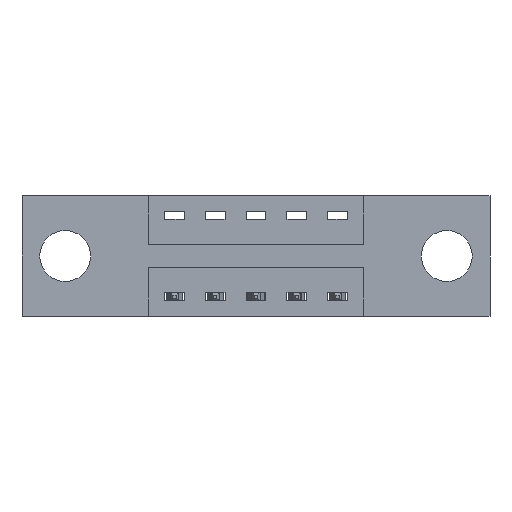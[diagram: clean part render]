
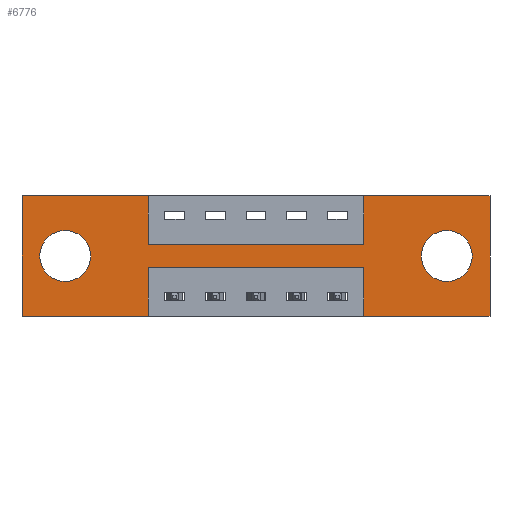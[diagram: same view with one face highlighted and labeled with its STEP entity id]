
A CAD part, front view. The second image highlights one B-rep face of the part: STEP entity #6776.
In plain terms, the highlighted planar face has unit normal (0, -1, 0).
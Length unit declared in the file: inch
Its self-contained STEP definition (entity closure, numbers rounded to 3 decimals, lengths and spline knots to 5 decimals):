
#121 = CARTESIAN_POINT ( 'NONE',  ( 0.3875, 0., -0.22 ) ) ;
#149 = ORIENTED_EDGE ( 'NONE', *, *, #6792, .T. ) ;
#159 = EDGE_CURVE ( 'NONE', #3040, #338, #6867, .T. ) ;
#173 = PLANE ( 'NONE',  #1776 ) ;
#249 = VERTEX_POINT ( 'NONE', #5528 ) ;
#338 = VERTEX_POINT ( 'NONE', #7191 ) ;
#359 = LINE ( 'NONE', #1808, #3947 ) ;
#733 = VERTEX_POINT ( 'NONE', #5100 ) ;
#752 = EDGE_CURVE ( 'NONE', #8043, #6730, #1112, .T. ) ;
#755 = VERTEX_POINT ( 'NONE', #4207 ) ;
#831 = VERTEX_POINT ( 'NONE', #6632 ) ;
#891 = ORIENTED_EDGE ( 'NONE', *, *, #1755, .F. ) ;
#899 = DIRECTION ( 'NONE',  ( 1., 0., 0. ) ) ;
#962 = LINE ( 'NONE', #121, #4119 ) ;
#1112 = LINE ( 'NONE', #7667, #2996 ) ;
#1152 = CARTESIAN_POINT ( 'NONE',  ( 0.3875, 0., 0. ) ) ;
#1189 = ORIENTED_EDGE ( 'NONE', *, *, #5878, .F. ) ;
#1294 = VECTOR ( 'NONE', #5134, 39.37008 ) ;
#1351 = FACE_OUTER_BOUND ( 'NONE', #2938, .T. ) ;
#1370 = VERTEX_POINT ( 'NONE', #7472 ) ;
#1392 = ORIENTED_EDGE ( 'NONE', *, *, #2535, .F. ) ;
#1404 = VECTOR ( 'NONE', #3141, 39.37008 ) ;
#1432 = CARTESIAN_POINT ( 'NONE',  ( 1.0475, 0., 0. ) ) ;
#1496 = LINE ( 'NONE', #5107, #1294 ) ;
#1554 = EDGE_CURVE ( 'NONE', #5297, #2097, #4729, .T. ) ;
#1692 = VECTOR ( 'NONE', #7777, 39.37008 ) ;
#1705 = EDGE_CURVE ( 'NONE', #5649, #6436, #3352, .T. ) ;
#1755 = EDGE_CURVE ( 'NONE', #338, #4002, #3161, .T. ) ;
#1773 = EDGE_CURVE ( 'NONE', #6730, #733, #1496, .T. ) ;
#1776 = AXIS2_PLACEMENT_3D ( 'NONE', #5246, #6458, #2757 ) ;
#1808 = CARTESIAN_POINT ( 'NONE',  ( 0., 0., -0.37 ) ) ;
#1813 = DIRECTION ( 'NONE',  ( -1., 0., 0. ) ) ;
#1838 = DIRECTION ( 'NONE',  ( 0., 1., 0. ) ) ;
#1848 = VECTOR ( 'NONE', #2242, 39.37008 ) ;
#1852 = DIRECTION ( 'NONE',  ( -1., 0., 0. ) ) ;
#1900 = VECTOR ( 'NONE', #5041, 39.37008 ) ;
#2083 = CARTESIAN_POINT ( 'NONE',  ( 1.435, 0., 0. ) ) ;
#2084 = EDGE_CURVE ( 'NONE', #2097, #1370, #359, .T. ) ;
#2097 = VERTEX_POINT ( 'NONE', #3371 ) ;
#2140 = CIRCLE ( 'NONE', #6337, 0.078 ) ;
#2242 = DIRECTION ( 'NONE',  ( 0., 0., 1. ) ) ;
#2330 = VECTOR ( 'NONE', #899, 39.37008 ) ;
#2382 = DIRECTION ( 'NONE',  ( 0., 1., 0. ) ) ;
#2384 = CARTESIAN_POINT ( 'NONE',  ( 0., 0., -0.37 ) ) ;
#2535 = EDGE_CURVE ( 'NONE', #733, #5649, #6957, .T. ) ;
#2598 = AXIS2_PLACEMENT_3D ( 'NONE', #6108, #2382, #6700 ) ;
#2628 = CIRCLE ( 'NONE', #5692, 0.078 ) ;
#2672 = ORIENTED_EDGE ( 'NONE', *, *, #1554, .F. ) ;
#2757 = DIRECTION ( 'NONE',  ( 0., 0., -1. ) ) ;
#2823 = FACE_BOUND ( 'NONE', #5841, .T. ) ;
#2865 = CARTESIAN_POINT ( 'NONE',  ( 0., 0., 0. ) ) ;
#2938 = EDGE_LOOP ( 'NONE', ( #2672, #1189, #6171, #1392, #4912, #3647, #7109, #891, #6082, #2970, #4631, #7900 ) ) ;
#2970 = ORIENTED_EDGE ( 'NONE', *, *, #7554, .F. ) ;
#2996 = VECTOR ( 'NONE', #7697, 39.37008 ) ;
#3040 = VERTEX_POINT ( 'NONE', #7739 ) ;
#3050 = CARTESIAN_POINT ( 'NONE',  ( 0.3875, 0., -0.37 ) ) ;
#3141 = DIRECTION ( 'NONE',  ( 0., 0., -1. ) ) ;
#3161 = LINE ( 'NONE', #6496, #1692 ) ;
#3352 = LINE ( 'NONE', #5064, #1900 ) ;
#3371 = CARTESIAN_POINT ( 'NONE',  ( 0.3875, 0., -0.37 ) ) ;
#3411 = CARTESIAN_POINT ( 'NONE',  ( 1.3025, 0., -0.185 ) ) ;
#3507 = LINE ( 'NONE', #2865, #1848 ) ;
#3541 = EDGE_LOOP ( 'NONE', ( #149, #3749 ) ) ;
#3618 = CARTESIAN_POINT ( 'NONE',  ( 0.1325, 0., -0.185 ) ) ;
#3647 = ORIENTED_EDGE ( 'NONE', *, *, #752, .F. ) ;
#3649 = AXIS2_PLACEMENT_3D ( 'NONE', #3618, #7934, #4259 ) ;
#3690 = VECTOR ( 'NONE', #1813, 39.37008 ) ;
#3749 = ORIENTED_EDGE ( 'NONE', *, *, #7142, .T. ) ;
#3945 = DIRECTION ( 'NONE',  ( -1., 0., 0. ) ) ;
#3946 = ORIENTED_EDGE ( 'NONE', *, *, #4498, .T. ) ;
#3947 = VECTOR ( 'NONE', #1852, 39.37008 ) ;
#3992 = LINE ( 'NONE', #6477, #2330 ) ;
#4002 = VERTEX_POINT ( 'NONE', #7326 ) ;
#4056 = DIRECTION ( 'NONE',  ( 0., 0., -1. ) ) ;
#4085 = CARTESIAN_POINT ( 'NONE',  ( 1.0475, 0., 0. ) ) ;
#4119 = VECTOR ( 'NONE', #3945, 39.37008 ) ;
#4207 = CARTESIAN_POINT ( 'NONE',  ( 0., 0., 0. ) ) ;
#4259 = DIRECTION ( 'NONE',  ( 0., 0., 1. ) ) ;
#4498 = EDGE_CURVE ( 'NONE', #831, #6950, #4567, .T. ) ;
#4567 = CIRCLE ( 'NONE', #2598, 0.078 ) ;
#4631 = ORIENTED_EDGE ( 'NONE', *, *, #6881, .F. ) ;
#4729 = LINE ( 'NONE', #3050, #1404 ) ;
#4912 = ORIENTED_EDGE ( 'NONE', *, *, #1773, .F. ) ;
#4970 = CARTESIAN_POINT ( 'NONE',  ( 1.0475, 0., -0.22 ) ) ;
#5041 = DIRECTION ( 'NONE',  ( 0., 0., 1. ) ) ;
#5064 = CARTESIAN_POINT ( 'NONE',  ( 1.0475, 0., -0.37 ) ) ;
#5100 = CARTESIAN_POINT ( 'NONE',  ( 1.435, 0., -0.37 ) ) ;
#5107 = CARTESIAN_POINT ( 'NONE',  ( 1.435, 0., 0. ) ) ;
#5134 = DIRECTION ( 'NONE',  ( 0., 0., -1. ) ) ;
#5178 = CARTESIAN_POINT ( 'NONE',  ( 1.3025, 0., -0.107 ) ) ;
#5246 = CARTESIAN_POINT ( 'NONE',  ( 0., 0., -0.37 ) ) ;
#5248 = VECTOR ( 'NONE', #7656, 39.37008 ) ;
#5297 = VERTEX_POINT ( 'NONE', #6899 ) ;
#5322 = DIRECTION ( 'NONE',  ( 0., 0., 1. ) ) ;
#5418 = CARTESIAN_POINT ( 'NONE',  ( 0.1325, 0., -0.263 ) ) ;
#5528 = CARTESIAN_POINT ( 'NONE',  ( 1.3025, 0., -0.263 ) ) ;
#5553 = CARTESIAN_POINT ( 'NONE',  ( 1.3025, 0., -0.185 ) ) ;
#5555 = EDGE_CURVE ( 'NONE', #6950, #831, #6241, .T. ) ;
#5568 = CARTESIAN_POINT ( 'NONE',  ( 1.0475, 0., -0.37 ) ) ;
#5649 = VERTEX_POINT ( 'NONE', #5568 ) ;
#5692 = AXIS2_PLACEMENT_3D ( 'NONE', #3411, #7732, #4056 ) ;
#5793 = ORIENTED_EDGE ( 'NONE', *, *, #5555, .T. ) ;
#5841 = EDGE_LOOP ( 'NONE', ( #3946, #5793 ) ) ;
#5878 = EDGE_CURVE ( 'NONE', #6436, #5297, #962, .T. ) ;
#6082 = ORIENTED_EDGE ( 'NONE', *, *, #159, .F. ) ;
#6108 = CARTESIAN_POINT ( 'NONE',  ( 0.1325, 0., -0.185 ) ) ;
#6138 = FACE_BOUND ( 'NONE', #3541, .T. ) ;
#6171 = ORIENTED_EDGE ( 'NONE', *, *, #1705, .F. ) ;
#6179 = DIRECTION ( 'NONE',  ( 0., 0., -1. ) ) ;
#6241 = CIRCLE ( 'NONE', #3649, 0.078 ) ;
#6337 = AXIS2_PLACEMENT_3D ( 'NONE', #5553, #1838, #6179 ) ;
#6436 = VERTEX_POINT ( 'NONE', #4970 ) ;
#6458 = DIRECTION ( 'NONE',  ( 0., -1., 0. ) ) ;
#6477 = CARTESIAN_POINT ( 'NONE',  ( 0., 0., 0. ) ) ;
#6496 = CARTESIAN_POINT ( 'NONE',  ( 0.3875, 0., -0.15 ) ) ;
#6632 = CARTESIAN_POINT ( 'NONE',  ( 0.1325, 0., -0.107 ) ) ;
#6700 = DIRECTION ( 'NONE',  ( 0., 0., 1. ) ) ;
#6730 = VERTEX_POINT ( 'NONE', #2083 ) ;
#6776 = ADVANCED_FACE ( 'NONE', ( #6138, #2823, #1351 ), #173, .T. ) ;
#6792 = EDGE_CURVE ( 'NONE', #7409, #249, #2628, .T. ) ;
#6838 = EDGE_CURVE ( 'NONE', #4002, #8043, #7163, .T. ) ;
#6867 = LINE ( 'NONE', #1152, #5248 ) ;
#6881 = EDGE_CURVE ( 'NONE', #1370, #755, #3507, .T. ) ;
#6899 = CARTESIAN_POINT ( 'NONE',  ( 0.3875, 0., -0.22 ) ) ;
#6950 = VERTEX_POINT ( 'NONE', #5418 ) ;
#6957 = LINE ( 'NONE', #2384, #3690 ) ;
#6965 = VECTOR ( 'NONE', #5322, 39.37008 ) ;
#7109 = ORIENTED_EDGE ( 'NONE', *, *, #6838, .F. ) ;
#7142 = EDGE_CURVE ( 'NONE', #249, #7409, #2140, .T. ) ;
#7163 = LINE ( 'NONE', #4085, #6965 ) ;
#7191 = CARTESIAN_POINT ( 'NONE',  ( 0.3875, 0., -0.15 ) ) ;
#7326 = CARTESIAN_POINT ( 'NONE',  ( 1.0475, 0., -0.15 ) ) ;
#7409 = VERTEX_POINT ( 'NONE', #5178 ) ;
#7472 = CARTESIAN_POINT ( 'NONE',  ( 0., 0., -0.37 ) ) ;
#7554 = EDGE_CURVE ( 'NONE', #755, #3040, #3992, .T. ) ;
#7656 = DIRECTION ( 'NONE',  ( 0., 0., -1. ) ) ;
#7667 = CARTESIAN_POINT ( 'NONE',  ( 0., 0., 0. ) ) ;
#7697 = DIRECTION ( 'NONE',  ( 1., 0., 0. ) ) ;
#7732 = DIRECTION ( 'NONE',  ( 0., 1., 0. ) ) ;
#7739 = CARTESIAN_POINT ( 'NONE',  ( 0.3875, 0., 0. ) ) ;
#7777 = DIRECTION ( 'NONE',  ( 1., 0., 0. ) ) ;
#7900 = ORIENTED_EDGE ( 'NONE', *, *, #2084, .F. ) ;
#7934 = DIRECTION ( 'NONE',  ( 0., 1., 0. ) ) ;
#8043 = VERTEX_POINT ( 'NONE', #1432 ) ;
